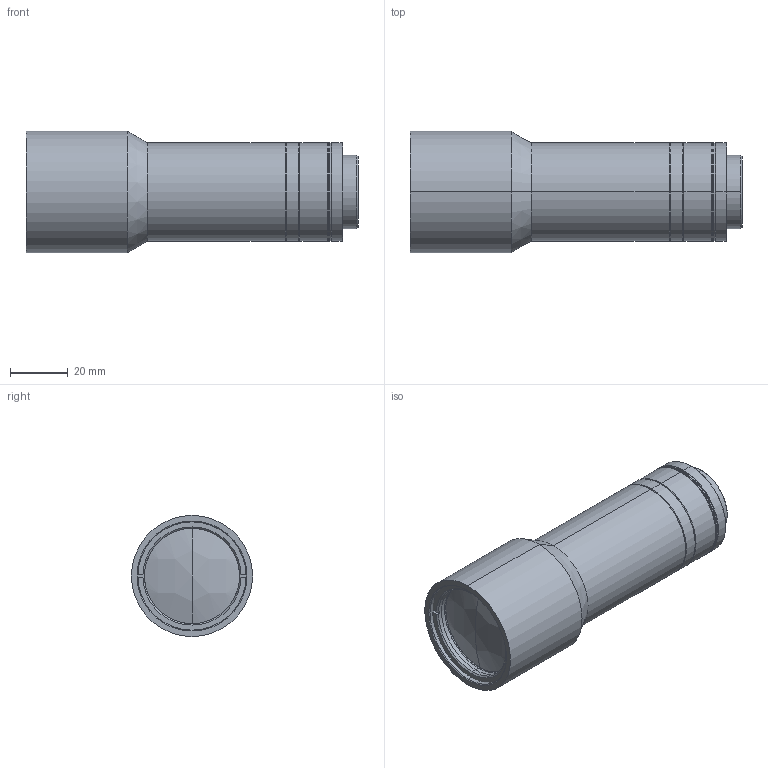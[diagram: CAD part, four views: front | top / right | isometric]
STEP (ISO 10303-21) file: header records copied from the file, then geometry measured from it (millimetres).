
FILE_DESCRIPTION (( 'STEP AP214' ), '1' );
FILE_NAME ('TTL08-25-50C.STEP', '2023-05-12T02:23:52', ( '' ), ( '' ), 'SwSTEP 2.0', 'SolidWorks 2022', '' );
FILE_SCHEMA (( 'AUTOMOTIVE_DESIGN' ));
Length unit declared in the file: millimetre
Products named in the file (1): TTL08-25-50C
Bounding box: 115 x 42 x 42 mm (x, y, z)
Volume: 80302.9 mm3; surface area: 41567.9 mm2
Topology: 21 solids, 21 shells, 319 faces, 690 edges, 431 vertices
Faces by surface type: cylinder 122, cone 86, plane 77, bspline 34
Entity records: 13469 total; most frequent: CARTESIAN_POINT 2591, DIRECTION 1622, ORIENTED_EDGE 1380, EDGE_CURVE 690, AXIS2_PLACEMENT_3D 686, VERTEX_POINT 431, CIRCLE 400, EDGE_LOOP 371
